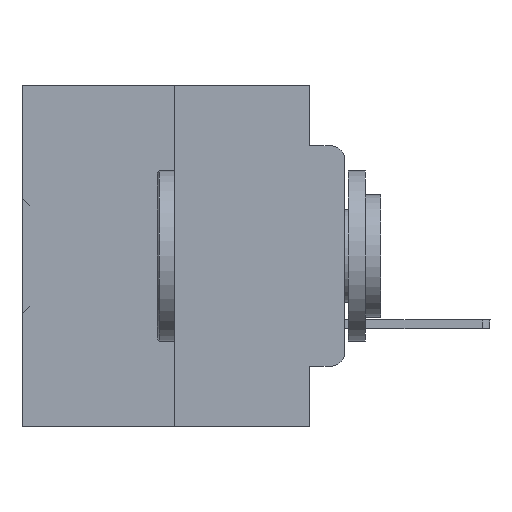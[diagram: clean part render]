
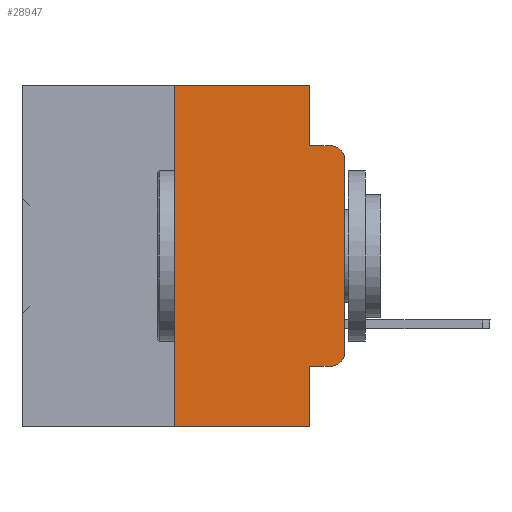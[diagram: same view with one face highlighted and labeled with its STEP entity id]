
A CAD part, left-side view. The second image highlights one B-rep face of the part: STEP entity #28947.
In plain terms, the highlighted planar face has unit normal (-1, 0, 0).
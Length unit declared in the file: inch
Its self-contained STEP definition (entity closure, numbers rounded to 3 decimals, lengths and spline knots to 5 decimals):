
#132 = ORIENTED_EDGE ( 'NONE', *, *, #17808, .T. ) ;
#1027 = VERTEX_POINT ( 'NONE', #5163 ) ;
#1214 = CARTESIAN_POINT ( 'NONE',  ( 0., 0.473, 0. ) ) ;
#2282 = LINE ( 'NONE', #8204, #19007 ) ;
#3092 = VERTEX_POINT ( 'NONE', #25731 ) ;
#3230 = VECTOR ( 'NONE', #38293, 39.37008 ) ;
#3790 = LINE ( 'NONE', #28455, #8850 ) ;
#4151 = CARTESIAN_POINT ( 'NONE',  ( 0., 0.051, 0. ) ) ;
#4388 = CARTESIAN_POINT ( 'NONE',  ( 0., 0.02, -0.3915 ) ) ;
#4941 = VERTEX_POINT ( 'NONE', #25443 ) ;
#5163 = CARTESIAN_POINT ( 'NONE',  ( 0., 0.02, -0.4115 ) ) ;
#5350 = DIRECTION ( 'NONE',  ( 0., 0., 1. ) ) ;
#5762 = ORIENTED_EDGE ( 'NONE', *, *, #24850, .F. ) ;
#6052 = ORIENTED_EDGE ( 'NONE', *, *, #26861, .T. ) ;
#6798 = ORIENTED_EDGE ( 'NONE', *, *, #7161, .T. ) ;
#7161 = EDGE_CURVE ( 'NONE', #8236, #30462, #19840, .T. ) ;
#7247 = DIRECTION ( 'NONE',  ( 0., 0., -1. ) ) ;
#7750 = DIRECTION ( 'NONE',  ( -1., 0., 0. ) ) ;
#8204 = CARTESIAN_POINT ( 'NONE',  ( 0., 0.051, -0.4115 ) ) ;
#8236 = VERTEX_POINT ( 'NONE', #15854 ) ;
#8690 = DIRECTION ( 'NONE',  ( -1., 0., 0. ) ) ;
#8850 = VECTOR ( 'NONE', #25342, 39.37008 ) ;
#10574 = CARTESIAN_POINT ( 'NONE',  ( 0., 0.051, -0.0885 ) ) ;
#10988 = CARTESIAN_POINT ( 'NONE',  ( 0., 0.473, 0. ) ) ;
#11591 = LINE ( 'NONE', #10988, #36232 ) ;
#11769 = AXIS2_PLACEMENT_3D ( 'NONE', #4388, #7750, #25356 ) ;
#11795 = CARTESIAN_POINT ( 'NONE',  ( 0., 0.051, 0. ) ) ;
#11937 = CARTESIAN_POINT ( 'NONE',  ( 0., 0.02, -0.1085 ) ) ;
#12048 = LINE ( 'NONE', #11795, #3230 ) ;
#12232 = VERTEX_POINT ( 'NONE', #17114 ) ;
#12322 = CARTESIAN_POINT ( 'NONE',  ( 0., 0.051, 0. ) ) ;
#12403 = ORIENTED_EDGE ( 'NONE', *, *, #25708, .T. ) ;
#13800 = AXIS2_PLACEMENT_3D ( 'NONE', #1214, #33560, #36809 ) ;
#15035 = DIRECTION ( 'NONE',  ( 0., 0., -1. ) ) ;
#15095 = VECTOR ( 'NONE', #5350, 39.37008 ) ;
#15554 = ORIENTED_EDGE ( 'NONE', *, *, #20867, .T. ) ;
#15854 = CARTESIAN_POINT ( 'NONE',  ( 0., 0., -0.1085 ) ) ;
#16151 = ORIENTED_EDGE ( 'NONE', *, *, #16537, .F. ) ;
#16537 = EDGE_CURVE ( 'NONE', #26589, #4941, #31375, .T. ) ;
#16981 = LINE ( 'NONE', #31262, #29516 ) ;
#17114 = CARTESIAN_POINT ( 'NONE',  ( 0., 0., -0.3915 ) ) ;
#17385 = LINE ( 'NONE', #4151, #35514 ) ;
#17808 = EDGE_CURVE ( 'NONE', #12232, #8236, #31335, .T. ) ;
#18639 = VERTEX_POINT ( 'NONE', #12322 ) ;
#19007 = VECTOR ( 'NONE', #35194, 39.37008 ) ;
#19840 = CIRCLE ( 'NONE', #26123, 0.02 ) ;
#20095 = DIRECTION ( 'NONE',  ( 0., 0., 1. ) ) ;
#20135 = VERTEX_POINT ( 'NONE', #10574 ) ;
#20188 = EDGE_CURVE ( 'NONE', #20135, #30462, #3790, .T. ) ;
#20867 = EDGE_CURVE ( 'NONE', #23112, #1027, #2282, .T. ) ;
#23112 = VERTEX_POINT ( 'NONE', #32787 ) ;
#23274 = FACE_OUTER_BOUND ( 'NONE', #26461, .T. ) ;
#23621 = CARTESIAN_POINT ( 'NONE',  ( 0., 0., 0. ) ) ;
#24850 = EDGE_CURVE ( 'NONE', #4941, #18639, #11591, .T. ) ;
#25298 = EDGE_CURVE ( 'NONE', #18639, #20135, #12048, .T. ) ;
#25342 = DIRECTION ( 'NONE',  ( 0., -1., 0. ) ) ;
#25356 = DIRECTION ( 'NONE',  ( 0., 0., -1. ) ) ;
#25443 = CARTESIAN_POINT ( 'NONE',  ( 0., 0.25, 0. ) ) ;
#25708 = EDGE_CURVE ( 'NONE', #1027, #12232, #35667, .T. ) ;
#25731 = CARTESIAN_POINT ( 'NONE',  ( 0., 0.051, -0.5 ) ) ;
#25997 = CARTESIAN_POINT ( 'NONE',  ( 0., 0.02, -0.0885 ) ) ;
#26123 = AXIS2_PLACEMENT_3D ( 'NONE', #11937, #8690, #15035 ) ;
#26461 = EDGE_LOOP ( 'NONE', ( #132, #6798, #38439, #32759, #5762, #16151, #6052, #36054, #15554, #12403 ) ) ;
#26589 = VERTEX_POINT ( 'NONE', #29698 ) ;
#26861 = EDGE_CURVE ( 'NONE', #26589, #3092, #16981, .T. ) ;
#27431 = EDGE_CURVE ( 'NONE', #23112, #3092, #17385, .T. ) ;
#28455 = CARTESIAN_POINT ( 'NONE',  ( 0., 0.051, -0.0885 ) ) ;
#28947 = ADVANCED_FACE ( 'NONE', ( #23274 ), #30533, .F. ) ;
#29516 = VECTOR ( 'NONE', #33887, 39.37008 ) ;
#29698 = CARTESIAN_POINT ( 'NONE',  ( 0., 0.25, -0.5 ) ) ;
#30462 = VERTEX_POINT ( 'NONE', #25997 ) ;
#30533 = PLANE ( 'NONE',  #13800 ) ;
#31262 = CARTESIAN_POINT ( 'NONE',  ( 0., 0.473, -0.5 ) ) ;
#31335 = LINE ( 'NONE', #23621, #15095 ) ;
#31375 = LINE ( 'NONE', #34668, #32296 ) ;
#32296 = VECTOR ( 'NONE', #20095, 39.37008 ) ;
#32759 = ORIENTED_EDGE ( 'NONE', *, *, #25298, .F. ) ;
#32787 = CARTESIAN_POINT ( 'NONE',  ( 0., 0.051, -0.4115 ) ) ;
#33560 = DIRECTION ( 'NONE',  ( 1., 0., 0. ) ) ;
#33887 = DIRECTION ( 'NONE',  ( 0., -1., 0. ) ) ;
#34668 = CARTESIAN_POINT ( 'NONE',  ( 0., 0.25, 0. ) ) ;
#34998 = DIRECTION ( 'NONE',  ( 0., -1., 0. ) ) ;
#35194 = DIRECTION ( 'NONE',  ( 0., -1., 0. ) ) ;
#35514 = VECTOR ( 'NONE', #7247, 39.37008 ) ;
#35667 = CIRCLE ( 'NONE', #11769, 0.02 ) ;
#36054 = ORIENTED_EDGE ( 'NONE', *, *, #27431, .F. ) ;
#36232 = VECTOR ( 'NONE', #34998, 39.37008 ) ;
#36809 = DIRECTION ( 'NONE',  ( 0., 0., -1. ) ) ;
#38293 = DIRECTION ( 'NONE',  ( 0., 0., -1. ) ) ;
#38439 = ORIENTED_EDGE ( 'NONE', *, *, #20188, .F. ) ;
